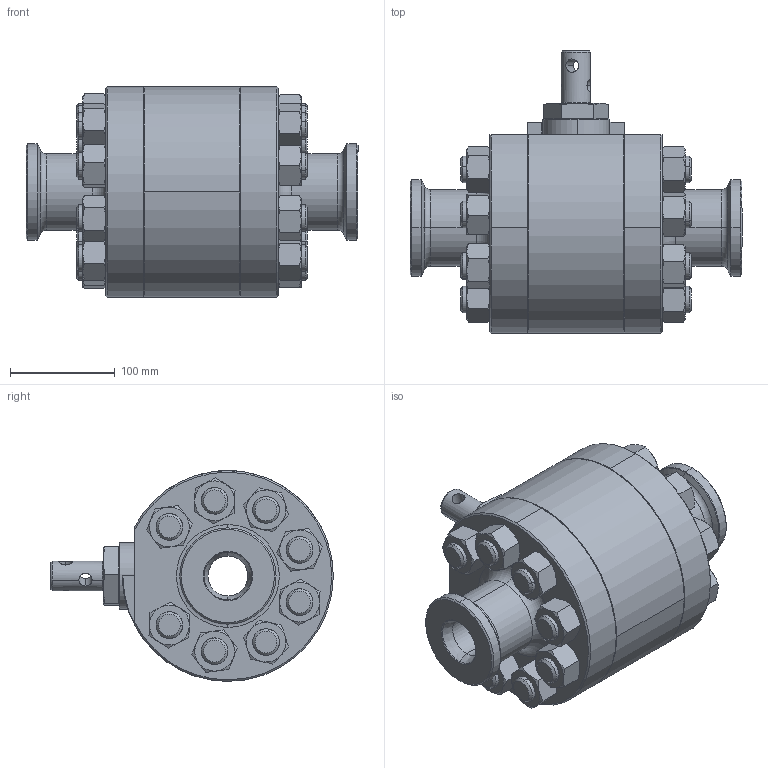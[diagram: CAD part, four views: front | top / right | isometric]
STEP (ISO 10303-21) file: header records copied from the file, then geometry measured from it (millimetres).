
FILE_DESCRIPTION (( 'STEP AP214' ), '1' );
FILE_NAME ('080300032 A (2 GR14 Bare Stem).STEP', '2015-07-16T22:49:49', ( '' ), ( '' ), 'SwSTEP 2.0', 'SolidWorks 2015', '' );
FILE_SCHEMA (( 'AUTOMOTIVE_DESIGN' ));
Length unit declared in the file: inch
Products named in the file (1): 080300032 A (2 GR14 Bare Stem)
Bounding box: 317.53 x 270.29 x 201.68 mm (x, y, z)
Volume: 4440537.1 mm3; surface area: 740543.6 mm2
Topology: 29 solids, 29 shells, 1189 faces, 3082 edges, 1944 vertices
Faces by surface type: cylinder 590, cone 361, plane 188, bspline 32, torus 18
Entity records: 68699 total; most frequent: CARTESIAN_POINT 26946, ORIENTED_EDGE 6148, DIRECTION 4754, EDGE_CURVE 3074, VERTEX_POINT 1944, AXIS2_PLACEMENT_3D 1944, EDGE_LOOP 1268, UNCERTAINTY_MEASURE_WITH_UNIT 1220
